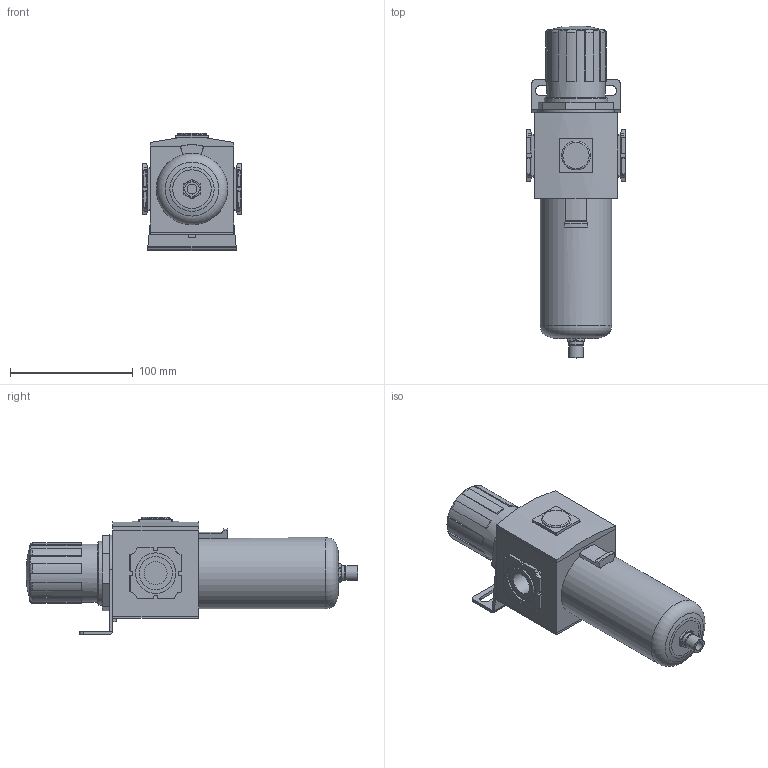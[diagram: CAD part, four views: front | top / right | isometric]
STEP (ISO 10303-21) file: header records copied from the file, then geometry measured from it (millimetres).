
FILE_DESCRIPTION(/* description */ ('STEP AP203'),/* implementation_level */ '2;1');
FILE_NAME(/* name */ 'EAW4000-04F2',/* time_stamp */ '2024-05-16T14:51:26+02:00',/* author */ ('License CC BY-ND 4.0'),/* organization */ ('CADENAS'),/* preprocessor_version */ 'ST-DEVELOPER v19.3',/* originating_system */ 'PARTsolutions',/* authorisation */ ' ');
FILE_SCHEMA (('CONFIG_CONTROL_DESIGN'));
Length unit declared in the file: millimetre
Products named in the file (2): EAW4000-04F2; EAW4000-04F2-body
Assembly tree (1 placements, depth 2):
  EAW4000-04F2
    EAW4000-04F2-body
Bounding box: 80 x 270.38 x 95.3 mm (x, y, z)
Volume: 821301 mm3; surface area: 76753.3 mm2
Topology: 1 solids, 2 shells, 364 faces, 983 edges, 644 vertices
Faces by surface type: plane 290, cylinder 49, cone 14, torus 10, sphere 1
Full cylindrical faces by diameter (mm): 8 x1, 11.978 x1, 12.022 x1, 18.631 x2, 23.5 x1, 27.06 x2, 32.94 x2, 42 x1, 47.28 x1, 52 x2, 58.094 x1
Entity records: 11232 total; most frequent: CARTESIAN_POINT 2013, ORIENTED_EDGE 1902, DIRECTION 1863, EDGE_CURVE 951, LINE 733, VECTOR 733, VERTEX_POINT 639, AXIS2_PLACEMENT_3D 565
